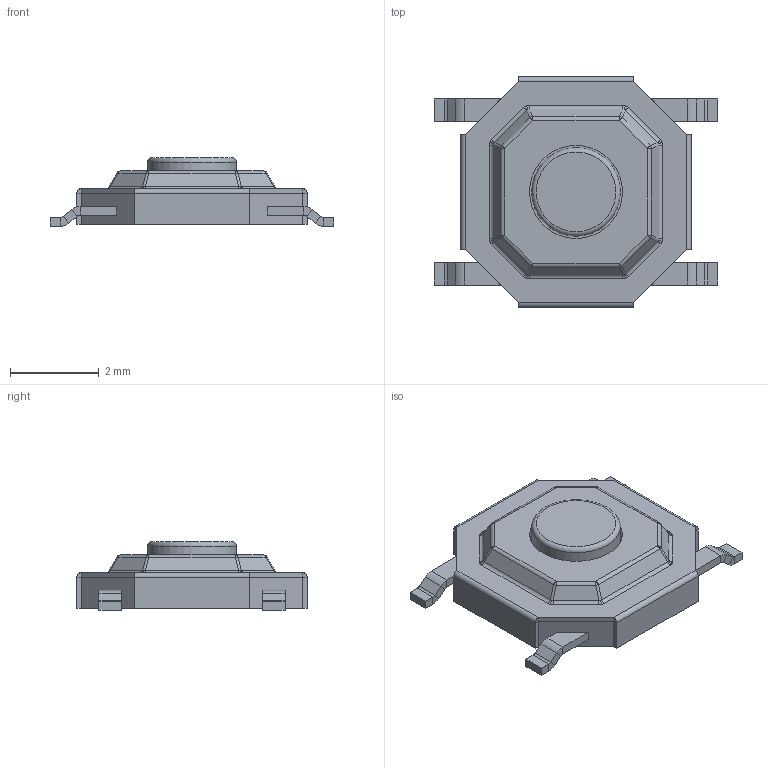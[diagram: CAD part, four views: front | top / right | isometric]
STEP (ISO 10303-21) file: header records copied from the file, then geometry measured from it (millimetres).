
FILE_DESCRIPTION(/* description */ ('STEP AP214'),/* implementation_level */ '2;1');
FILE_NAME(/* name */ 'KEY-SMD_4P-L5.2-W5.2-H1.5-LS6.4-P3.step',/* time_stamp */ '2024-10-02T11:05:26-07:00',/* author */ (''),/* organization */ (''),/* preprocessor_version */ 'ST-DEVELOPER v20',/* originating_system */ 'Autodesk Translation Framework v13.20.0.188',/* authorisation */ '');
FILE_SCHEMA (('AUTOMOTIVE_DESIGN { 1 0 10303 214 3 1 1 }'));
Length unit declared in the file: millimetre
Products named in the file (1): KEY-SMD_4P-L5.2-W5.2-H1.5-LS6.4-P3.70
Bounding box: 6.4 x 5.2 x 1.55 mm (x, y, z)
Volume: 24.6 mm3; surface area: 137.9 mm2
Topology: 6 solids, 6 shells, 195 faces, 418 edges, 241 vertices
Faces by surface type: plane 124, cylinder 46, bspline 16, sphere 8, torus 1
Full cylindrical faces by diameter (mm): 2 x1, 2.1 x1
Entity records: 5511 total; most frequent: CARTESIAN_POINT 1031, DIRECTION 904, ORIENTED_EDGE 836, EDGE_CURVE 418, AXIS2_PLACEMENT_3D 306, LINE 292, VECTOR 292, VERTEX_POINT 241
